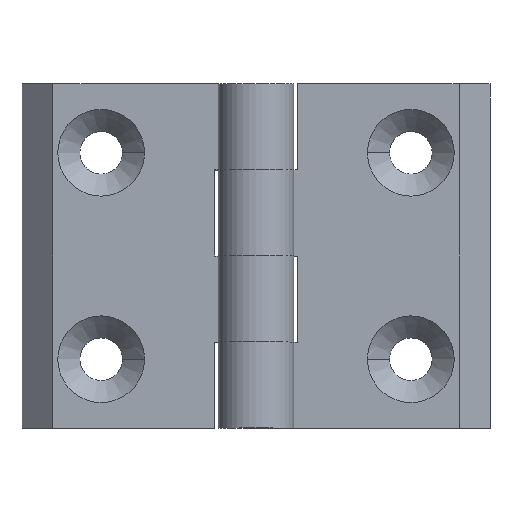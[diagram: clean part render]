
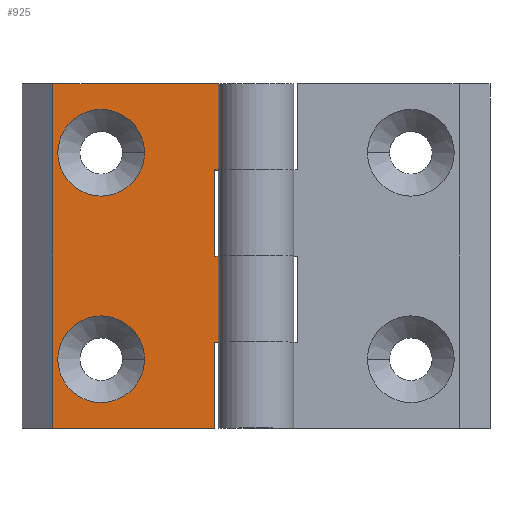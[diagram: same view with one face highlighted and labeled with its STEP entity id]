
A CAD part, top view. The second image highlights one B-rep face of the part: STEP entity #925.
In plain terms, the highlighted planar face has unit normal (0, 0, 1).
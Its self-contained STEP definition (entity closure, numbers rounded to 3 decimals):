
#9 = CARTESIAN_POINT ( 'NONE',  ( -29.5, 12.5, 0. ) ) ;
#24 = FACE_BOUND ( 'NONE', #61, .T. ) ;
#35 = LINE ( 'NONE', #1478, #875 ) ;
#43 = VERTEX_POINT ( 'NONE', #469 ) ;
#52 = DIRECTION ( 'NONE',  ( 0., 0., -1. ) ) ;
#55 = CARTESIAN_POINT ( 'NONE',  ( -29.5, -12.5, 0. ) ) ;
#61 = EDGE_LOOP ( 'NONE', ( #567, #1089 ) ) ;
#74 = VECTOR ( 'NONE', #259, 1000. ) ;
#79 = VECTOR ( 'NONE', #1082, 1000. ) ;
#81 = VERTEX_POINT ( 'NONE', #1414 ) ;
#86 = CARTESIAN_POINT ( 'NONE',  ( -29.5, -25., 0. ) ) ;
#89 = VERTEX_POINT ( 'NONE', #935 ) ;
#97 = CARTESIAN_POINT ( 'NONE',  ( -16.2, -15., 0. ) ) ;
#99 = CARTESIAN_POINT ( 'NONE',  ( -29.5, 25., 0. ) ) ;
#100 = CARTESIAN_POINT ( 'NONE',  ( -29.5, 25., 0. ) ) ;
#105 = EDGE_CURVE ( 'NONE', #409, #43, #1169, .T. ) ;
#150 = EDGE_CURVE ( 'NONE', #167, #1500, #301, .T. ) ;
#167 = VERTEX_POINT ( 'NONE', #985 ) ;
#186 = VERTEX_POINT ( 'NONE', #869 ) ;
#192 = ORIENTED_EDGE ( 'NONE', *, *, #1080, .T. ) ;
#205 = EDGE_CURVE ( 'NONE', #81, #376, #1296, .T. ) ;
#223 = CIRCLE ( 'NONE', #774, 6.3 ) ;
#238 = EDGE_CURVE ( 'NONE', #1034, #186, #35, .T. ) ;
#240 = CARTESIAN_POINT ( 'NONE',  ( -5.5, 12.5, 0. ) ) ;
#256 = CARTESIAN_POINT ( 'NONE',  ( -6., 25., 0. ) ) ;
#259 = DIRECTION ( 'NONE',  ( -1., 0., 0. ) ) ;
#263 = ORIENTED_EDGE ( 'NONE', *, *, #150, .F. ) ;
#293 = VERTEX_POINT ( 'NONE', #927 ) ;
#301 = LINE ( 'NONE', #884, #1153 ) ;
#317 = EDGE_CURVE ( 'NONE', #43, #559, #426, .T. ) ;
#319 = LINE ( 'NONE', #99, #877 ) ;
#323 = ORIENTED_EDGE ( 'NONE', *, *, #882, .F. ) ;
#329 = ORIENTED_EDGE ( 'NONE', *, *, #238, .T. ) ;
#374 = DIRECTION ( 'NONE',  ( 0., 0., 1. ) ) ;
#376 = VERTEX_POINT ( 'NONE', #1413 ) ;
#409 = VERTEX_POINT ( 'NONE', #934 ) ;
#410 = EDGE_CURVE ( 'NONE', #409, #167, #319, .T. ) ;
#426 = LINE ( 'NONE', #86, #1176 ) ;
#436 = ORIENTED_EDGE ( 'NONE', *, *, #1466, .T. ) ;
#469 = CARTESIAN_POINT ( 'NONE',  ( -29.5, -25., 0. ) ) ;
#471 = CARTESIAN_POINT ( 'NONE',  ( -6., -25., 0. ) ) ;
#479 = LINE ( 'NONE', #1460, #74 ) ;
#483 = DIRECTION ( 'NONE',  ( 0., 1., 0. ) ) ;
#492 = LINE ( 'NONE', #9, #1121 ) ;
#496 = AXIS2_PLACEMENT_3D ( 'NONE', #1090, #374, #1453 ) ;
#508 = CARTESIAN_POINT ( 'NONE',  ( -22.5, -15., 0. ) ) ;
#511 = EDGE_LOOP ( 'NONE', ( #329, #1358, #263, #545, #1519, #613, #436, #192, #1142, #801 ) ) ;
#545 = ORIENTED_EDGE ( 'NONE', *, *, #410, .F. ) ;
#548 = EDGE_LOOP ( 'NONE', ( #323, #1461 ) ) ;
#549 = EDGE_CURVE ( 'NONE', #89, #293, #977, .T. ) ;
#559 = VERTEX_POINT ( 'NONE', #471 ) ;
#567 = ORIENTED_EDGE ( 'NONE', *, *, #902, .F. ) ;
#572 = DIRECTION ( 'NONE',  ( 0., -1., 0. ) ) ;
#577 = DIRECTION ( 'NONE',  ( 1., 0., 0. ) ) ;
#593 = EDGE_CURVE ( 'NONE', #186, #1500, #492, .T. ) ;
#613 = ORIENTED_EDGE ( 'NONE', *, *, #317, .T. ) ;
#641 = DIRECTION ( 'NONE',  ( 0., 0., 1. ) ) ;
#649 = VECTOR ( 'NONE', #1011, 1000. ) ;
#661 = LINE ( 'NONE', #55, #649 ) ;
#666 = VERTEX_POINT ( 'NONE', #97 ) ;
#675 = AXIS2_PLACEMENT_3D ( 'NONE', #1236, #641, #771 ) ;
#693 = DIRECTION ( 'NONE',  ( 0., 0., 1. ) ) ;
#723 = AXIS2_PLACEMENT_3D ( 'NONE', #1191, #693, #824 ) ;
#771 = DIRECTION ( 'NONE',  ( 1., 0., 0. ) ) ;
#772 = VERTEX_POINT ( 'NONE', #1550 ) ;
#774 = AXIS2_PLACEMENT_3D ( 'NONE', #508, #967, #853 ) ;
#786 = EDGE_CURVE ( 'NONE', #89, #1034, #479, .T. ) ;
#801 = ORIENTED_EDGE ( 'NONE', *, *, #786, .T. ) ;
#824 = DIRECTION ( 'NONE',  ( 1., 0., 0. ) ) ;
#833 = CARTESIAN_POINT ( 'NONE',  ( -28.8, -15., 0. ) ) ;
#853 = DIRECTION ( 'NONE',  ( 1., 0., 0. ) ) ;
#861 = DIRECTION ( 'NONE',  ( 0., 1., 0. ) ) ;
#869 = CARTESIAN_POINT ( 'NONE',  ( -6., 12.5, 0. ) ) ;
#875 = VECTOR ( 'NONE', #861, 1000. ) ;
#877 = VECTOR ( 'NONE', #577, 1000. ) ;
#882 = EDGE_CURVE ( 'NONE', #376, #81, #1175, .T. ) ;
#884 = CARTESIAN_POINT ( 'NONE',  ( -5.5, 25., 0. ) ) ;
#896 = FACE_OUTER_BOUND ( 'NONE', #511, .T. ) ;
#902 = EDGE_CURVE ( 'NONE', #666, #1291, #223, .T. ) ;
#925 = ADVANCED_FACE ( 'NONE', ( #1100, #24, #896 ), #1362, .F. ) ;
#927 = CARTESIAN_POINT ( 'NONE',  ( -5.5, -12.5, 0. ) ) ;
#934 = CARTESIAN_POINT ( 'NONE',  ( -29.5, 25., 0. ) ) ;
#935 = CARTESIAN_POINT ( 'NONE',  ( -5.5, 0., 0. ) ) ;
#967 = DIRECTION ( 'NONE',  ( 0., 0., 1. ) ) ;
#977 = LINE ( 'NONE', #1455, #79 ) ;
#985 = CARTESIAN_POINT ( 'NONE',  ( -5.5, 25., 0. ) ) ;
#996 = VECTOR ( 'NONE', #572, 1000. ) ;
#1011 = DIRECTION ( 'NONE',  ( 1., 0., 0. ) ) ;
#1034 = VERTEX_POINT ( 'NONE', #1242 ) ;
#1035 = VECTOR ( 'NONE', #483, 1000. ) ;
#1067 = CIRCLE ( 'NONE', #723, 6.3 ) ;
#1080 = EDGE_CURVE ( 'NONE', #772, #293, #661, .T. ) ;
#1082 = DIRECTION ( 'NONE',  ( 0., -1., 0. ) ) ;
#1089 = ORIENTED_EDGE ( 'NONE', *, *, #1335, .F. ) ;
#1090 = CARTESIAN_POINT ( 'NONE',  ( -22.5, 15., 0. ) ) ;
#1098 = LINE ( 'NONE', #256, #1035 ) ;
#1100 = FACE_BOUND ( 'NONE', #548, .T. ) ;
#1121 = VECTOR ( 'NONE', #1195, 1000. ) ;
#1124 = DIRECTION ( 'NONE',  ( -1., 0., 0. ) ) ;
#1129 = DIRECTION ( 'NONE',  ( 0., -1., 0. ) ) ;
#1142 = ORIENTED_EDGE ( 'NONE', *, *, #549, .F. ) ;
#1153 = VECTOR ( 'NONE', #1129, 1000. ) ;
#1169 = LINE ( 'NONE', #100, #996 ) ;
#1175 = CIRCLE ( 'NONE', #496, 6.3 ) ;
#1176 = VECTOR ( 'NONE', #1516, 1000. ) ;
#1191 = CARTESIAN_POINT ( 'NONE',  ( -22.5, -15., 0. ) ) ;
#1195 = DIRECTION ( 'NONE',  ( 1., 0., 0. ) ) ;
#1236 = CARTESIAN_POINT ( 'NONE',  ( -22.5, 15., 0. ) ) ;
#1240 = CARTESIAN_POINT ( 'NONE',  ( -29.5, 25., 0. ) ) ;
#1242 = CARTESIAN_POINT ( 'NONE',  ( -6., 0., 0. ) ) ;
#1291 = VERTEX_POINT ( 'NONE', #833 ) ;
#1296 = CIRCLE ( 'NONE', #675, 6.3 ) ;
#1335 = EDGE_CURVE ( 'NONE', #1291, #666, #1067, .T. ) ;
#1358 = ORIENTED_EDGE ( 'NONE', *, *, #593, .T. ) ;
#1362 = PLANE ( 'NONE',  #1397 ) ;
#1397 = AXIS2_PLACEMENT_3D ( 'NONE', #1240, #52, #1124 ) ;
#1413 = CARTESIAN_POINT ( 'NONE',  ( -16.2, 15., 0. ) ) ;
#1414 = CARTESIAN_POINT ( 'NONE',  ( -28.8, 15., 0. ) ) ;
#1453 = DIRECTION ( 'NONE',  ( 1., 0., 0. ) ) ;
#1455 = CARTESIAN_POINT ( 'NONE',  ( -5.5, 25., 0. ) ) ;
#1460 = CARTESIAN_POINT ( 'NONE',  ( -29.5, 0., 0. ) ) ;
#1461 = ORIENTED_EDGE ( 'NONE', *, *, #205, .F. ) ;
#1466 = EDGE_CURVE ( 'NONE', #559, #772, #1098, .T. ) ;
#1478 = CARTESIAN_POINT ( 'NONE',  ( -6., 25., 0. ) ) ;
#1500 = VERTEX_POINT ( 'NONE', #240 ) ;
#1516 = DIRECTION ( 'NONE',  ( 1., 0., 0. ) ) ;
#1519 = ORIENTED_EDGE ( 'NONE', *, *, #105, .T. ) ;
#1550 = CARTESIAN_POINT ( 'NONE',  ( -6., -12.5, 0. ) ) ;
